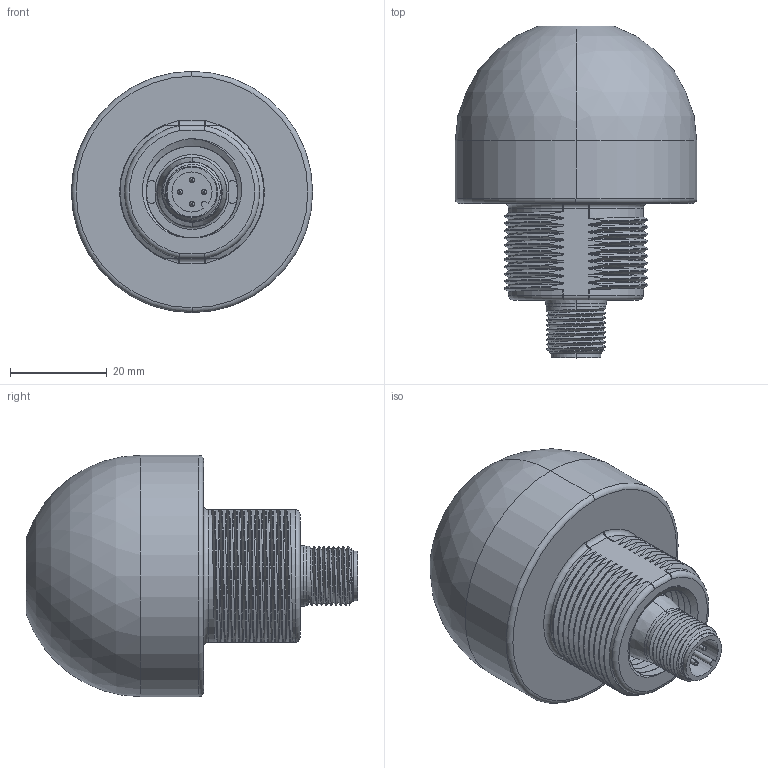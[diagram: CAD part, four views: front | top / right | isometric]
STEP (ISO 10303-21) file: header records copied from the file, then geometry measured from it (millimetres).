
FILE_DESCRIPTION((''),'2;1');
FILE_NAME('144874_SM01_ASM','2025-06-27T13:12:45',('banengservice'),('BANNER ENGINEERING'),'CREO PARAMETRIC BY PTC INC, 2022414','CREO PARAMETRIC BY PTC INC, 2022414','');
FILE_SCHEMA(('CONFIG_CONTROL_DESIGN'));
Length unit declared in the file: millimetre
Products named in the file (2): 144874_EP01; 144874_SM01_ASM
Assembly tree (1 placements, depth 2):
  144874_SM01_ASM
    144874_EP01
Bounding box: 50 x 68.77 x 50 mm (x, y, z)
Volume: 70087.5 mm3; surface area: 14302.7 mm2
Topology: 1 solids, 1 shells, 245 faces, 631 edges, 402 vertices
Faces by surface type: cylinder 99, bspline 85, plane 27, torus 18, cone 10, sphere 6
Entity records: 24718 total; most frequent: CARTESIAN_POINT 19314, ORIENTED_EDGE 1262, DIRECTION 878, EDGE_CURVE 631, VERTEX_POINT 402, AXIS2_PLACEMENT_3D 339, EDGE_LOOP 259, B_SPLINE_CURVE_WITH_KNOTS 255
